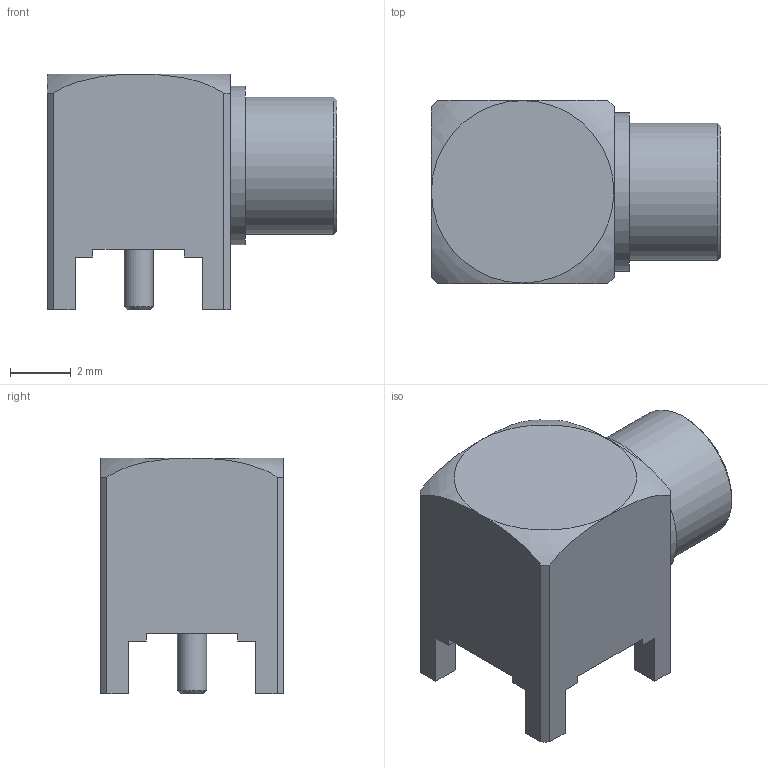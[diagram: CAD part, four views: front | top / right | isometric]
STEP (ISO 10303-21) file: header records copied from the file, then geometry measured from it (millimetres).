
FILE_DESCRIPTION(/* description */ ('Unknown'),/* implementation_level */ '2;1');
FILE_NAME(/* name */ '60611002111502',/* time_stamp */ '2019-03-05T16:37:29+01:00',/* author */ ('Unknown'),/* organization */ ('Unknown'),/* preprocessor_version */ 'ST-DEVELOPER v16.7',/* originating_system */ 'DEX',/* authorisation */ $);
FILE_SCHEMA (('AUTOMOTIVE_DESIGN {1 0 10303 214 3 1 1}'));
Length unit declared in the file: millimetre
Products named in the file (1): 60611002111502
Bounding box: 9.5 x 6 x 7.73 mm (x, y, z)
Volume: 242.2 mm3; surface area: 362.8 mm2
Topology: 1 solids, 1 shells, 60 faces, 153 edges, 102 vertices
Faces by surface type: plane 41, cylinder 13, cone 5, torus 1
Full cylindrical faces by diameter (mm): 0.96 x2, 1.89 x1, 2 x1, 3.45 x1, 4.5 x1, 5.198 x1
Entity records: 2183 total; most frequent: CARTESIAN_POINT 331, DIRECTION 292, ORIENTED_EDGE 274, EDGE_CURVE 137, AXIS2_PLACEMENT_3D 102, VERTEX_POINT 97, LINE 88, VECTOR 88
